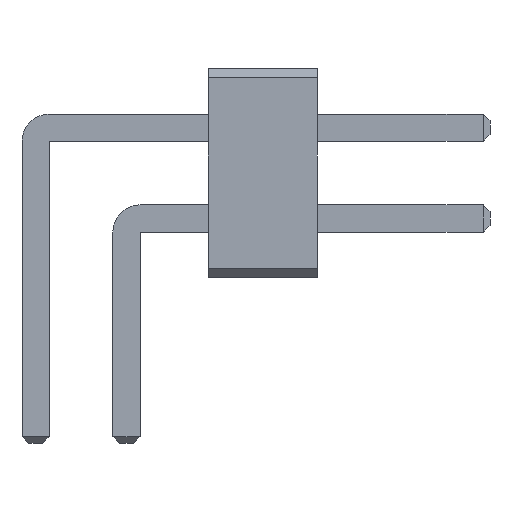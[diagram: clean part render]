
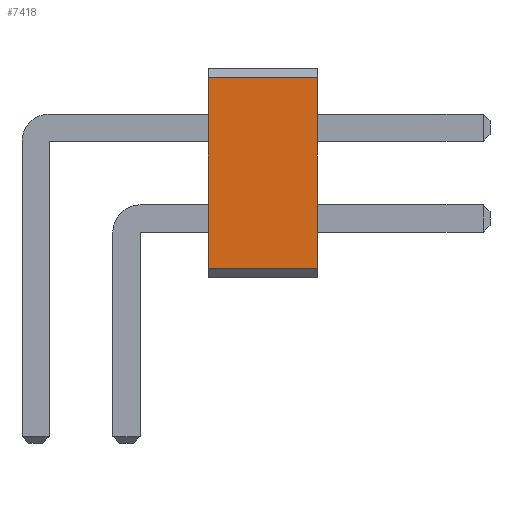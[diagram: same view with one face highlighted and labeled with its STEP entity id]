
A CAD part, front view. The second image highlights one B-rep face of the part: STEP entity #7418.
In plain terms, the highlighted planar face has unit normal (0, -1, 0).
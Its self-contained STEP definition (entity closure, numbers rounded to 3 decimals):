
#646 = VERTEX_POINT('',#647);
#647 = CARTESIAN_POINT('',(1.9,-21.5,2.2));
#653 = EDGE_CURVE('',#654,#646,#656,.T.);
#654 = VERTEX_POINT('',#655);
#655 = CARTESIAN_POINT('',(1.9,-21.5,0.1));
#656 = LINE('',#657,#658);
#657 = CARTESIAN_POINT('',(1.9,-21.5,0.1));
#658 = VECTOR('',#659,1.);
#659 = DIRECTION('',(0.,0.,1.));
#3199 = VERTEX_POINT('',#3200);
#3200 = CARTESIAN_POINT('',(3.1,-21.5,2.2));
#3206 = EDGE_CURVE('',#3207,#3199,#3209,.T.);
#3207 = VERTEX_POINT('',#3208);
#3208 = CARTESIAN_POINT('',(3.1,-21.5,0.1));
#3209 = LINE('',#3210,#3211);
#3210 = CARTESIAN_POINT('',(3.1,-21.5,0.1));
#3211 = VECTOR('',#3212,1.);
#3212 = DIRECTION('',(0.,0.,1.));
#7390 = EDGE_CURVE('',#654,#3207,#7391,.T.);
#7391 = LINE('',#7392,#7393);
#7392 = CARTESIAN_POINT('',(1.9,-21.5,0.1));
#7393 = VECTOR('',#7394,1.);
#7394 = DIRECTION('',(1.,0.,0.));
#7418 = ADVANCED_FACE('',(#7419),#7430,.T.);
#7419 = FACE_BOUND('',#7420,.T.);
#7420 = EDGE_LOOP('',(#7421,#7422,#7423,#7429));
#7421 = ORIENTED_EDGE('',*,*,#7390,.T.);
#7422 = ORIENTED_EDGE('',*,*,#3206,.T.);
#7423 = ORIENTED_EDGE('',*,*,#7424,.F.);
#7424 = EDGE_CURVE('',#646,#3199,#7425,.T.);
#7425 = LINE('',#7426,#7427);
#7426 = CARTESIAN_POINT('',(1.9,-21.5,2.2));
#7427 = VECTOR('',#7428,1.);
#7428 = DIRECTION('',(1.,0.,0.));
#7429 = ORIENTED_EDGE('',*,*,#653,.F.);
#7430 = PLANE('',#7431);
#7431 = AXIS2_PLACEMENT_3D('',#7432,#7433,#7434);
#7432 = CARTESIAN_POINT('',(1.9,-21.5,0.1));
#7433 = DIRECTION('',(0.,-1.,0.));
#7434 = DIRECTION('',(0.,0.,1.));
